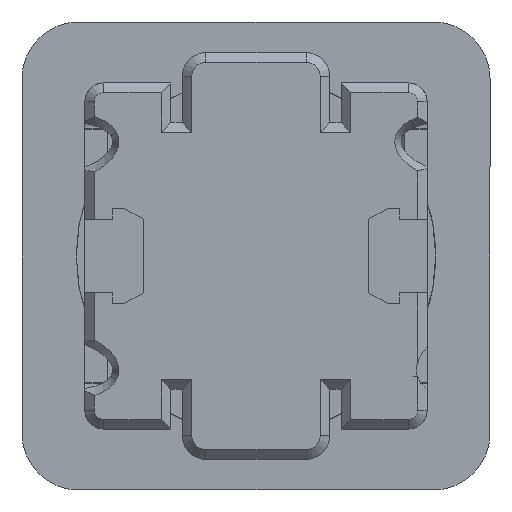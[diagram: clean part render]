
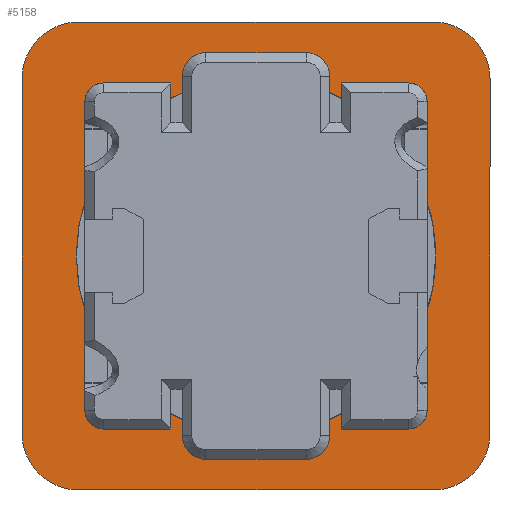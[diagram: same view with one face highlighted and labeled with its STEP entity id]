
A CAD part, front view. The second image highlights one B-rep face of the part: STEP entity #5158.
In plain terms, the highlighted face is planar.
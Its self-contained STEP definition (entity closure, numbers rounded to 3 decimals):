
#556 = CARTESIAN_POINT ( 'NONE',  ( 18.75, 24.75, 0. ) ) ;
#855 = DIRECTION ( 'NONE',  ( 0., 0., 1. ) ) ;
#1653 = VERTEX_POINT ( 'NONE', #3588 ) ;
#1827 = ORIENTED_EDGE ( 'NONE', *, *, #21823, .F. ) ;
#2241 = ORIENTED_EDGE ( 'NONE', *, *, #6645, .F. ) ;
#2669 = DIRECTION ( 'NONE',  ( 0., -1., 0. ) ) ;
#2872 = VERTEX_POINT ( 'NONE', #20563 ) ;
#2994 = CARTESIAN_POINT ( 'NONE',  ( -18.75, -24.75, 0. ) ) ;
#3588 = CARTESIAN_POINT ( 'NONE',  ( 24.75, 18.75, 0. ) ) ;
#3808 = VECTOR ( 'NONE', #4233, 1000. ) ;
#3934 = EDGE_CURVE ( 'NONE', #2872, #15689, #13184, .T. ) ;
#4233 = DIRECTION ( 'NONE',  ( 0., 1., 0. ) ) ;
#4262 = CARTESIAN_POINT ( 'NONE',  ( 18.75, -18.75, 0. ) ) ;
#4515 = LINE ( 'NONE', #11973, #12859 ) ;
#4674 = ORIENTED_EDGE ( 'NONE', *, *, #17858, .F. ) ;
#5050 = AXIS2_PLACEMENT_3D ( 'NONE', #13292, #19011, #22799 ) ;
#5158 = ADVANCED_FACE ( 'NONE', ( #20878 ), #17562, .T. ) ;
#5872 = CARTESIAN_POINT ( 'NONE',  ( -24.75, 18.75, 0. ) ) ;
#6076 = CIRCLE ( 'NONE', #15378, 6. ) ;
#6645 = EDGE_CURVE ( 'NONE', #1653, #7293, #9949, .T. ) ;
#7293 = VERTEX_POINT ( 'NONE', #556 ) ;
#8350 = DIRECTION ( 'NONE',  ( -1., 0., 0. ) ) ;
#9142 = VERTEX_POINT ( 'NONE', #13073 ) ;
#9275 = CARTESIAN_POINT ( 'NONE',  ( 18.75, 18.75, 0. ) ) ;
#9745 = LINE ( 'NONE', #11932, #3808 ) ;
#9949 = CIRCLE ( 'NONE', #18131, 6. ) ;
#10114 = CARTESIAN_POINT ( 'NONE',  ( 18.75, -24.75, 0. ) ) ;
#10200 = DIRECTION ( 'NONE',  ( -1., 0., 0. ) ) ;
#10578 = VERTEX_POINT ( 'NONE', #18025 ) ;
#10639 = VERTEX_POINT ( 'NONE', #2994 ) ;
#11147 = EDGE_CURVE ( 'NONE', #7293, #2872, #19477, .T. ) ;
#11688 = DIRECTION ( 'NONE',  ( 1., 0., 0. ) ) ;
#11932 = CARTESIAN_POINT ( 'NONE',  ( 24.75, 18.75, 0. ) ) ;
#11973 = CARTESIAN_POINT ( 'NONE',  ( -24.75, 18.75, 0. ) ) ;
#12463 = ORIENTED_EDGE ( 'NONE', *, *, #16829, .F. ) ;
#12780 = EDGE_CURVE ( 'NONE', #21463, #9142, #6076, .T. ) ;
#12783 = ORIENTED_EDGE ( 'NONE', *, *, #11147, .F. ) ;
#12859 = VECTOR ( 'NONE', #2669, 1000. ) ;
#13073 = CARTESIAN_POINT ( 'NONE',  ( 24.75, -18.75, 0. ) ) ;
#13184 = CIRCLE ( 'NONE', #22537, 6. ) ;
#13292 = CARTESIAN_POINT ( 'NONE',  ( -18.75, -18.75, 0. ) ) ;
#14135 = DIRECTION ( 'NONE',  ( -1., 0., 0. ) ) ;
#14420 = DIRECTION ( 'NONE',  ( 1., 0., 0. ) ) ;
#15154 = CIRCLE ( 'NONE', #5050, 6. ) ;
#15351 = CARTESIAN_POINT ( 'NONE',  ( 18.75, -18.75, 0. ) ) ;
#15378 = AXIS2_PLACEMENT_3D ( 'NONE', #15351, #22811, #14135 ) ;
#15689 = VERTEX_POINT ( 'NONE', #5872 ) ;
#16485 = DIRECTION ( 'NONE',  ( 0., 0., 1. ) ) ;
#16819 = ORIENTED_EDGE ( 'NONE', *, *, #3934, .F. ) ;
#16829 = EDGE_CURVE ( 'NONE', #15689, #10578, #4515, .T. ) ;
#16855 = ORIENTED_EDGE ( 'NONE', *, *, #21834, .F. ) ;
#17437 = DIRECTION ( 'NONE',  ( -1., 0., 0. ) ) ;
#17448 = VECTOR ( 'NONE', #11688, 1000. ) ;
#17562 = PLANE ( 'NONE',  #23280 ) ;
#17620 = CARTESIAN_POINT ( 'NONE',  ( -18.75, 18.75, 0. ) ) ;
#17849 = ORIENTED_EDGE ( 'NONE', *, *, #12780, .F. ) ;
#17858 = EDGE_CURVE ( 'NONE', #10578, #10639, #15154, .T. ) ;
#17933 = EDGE_LOOP ( 'NONE', ( #17849, #16855, #4674, #12463, #16819, #12783, #2241, #1827 ) ) ;
#18025 = CARTESIAN_POINT ( 'NONE',  ( -24.75, -18.75, 0. ) ) ;
#18131 = AXIS2_PLACEMENT_3D ( 'NONE', #9275, #16485, #14420 ) ;
#18837 = CARTESIAN_POINT ( 'NONE',  ( 18.75, -24.75, 0. ) ) ;
#19011 = DIRECTION ( 'NONE',  ( 0., 0., 1. ) ) ;
#19380 = LINE ( 'NONE', #10114, #17448 ) ;
#19420 = VECTOR ( 'NONE', #10200, 1000. ) ;
#19477 = LINE ( 'NONE', #23144, #19420 ) ;
#20563 = CARTESIAN_POINT ( 'NONE',  ( -18.75, 24.75, 0. ) ) ;
#20878 = FACE_OUTER_BOUND ( 'NONE', #17933, .T. ) ;
#21110 = DIRECTION ( 'NONE',  ( 0., 0., -1. ) ) ;
#21463 = VERTEX_POINT ( 'NONE', #18837 ) ;
#21823 = EDGE_CURVE ( 'NONE', #9142, #1653, #9745, .T. ) ;
#21834 = EDGE_CURVE ( 'NONE', #10639, #21463, #19380, .T. ) ;
#22537 = AXIS2_PLACEMENT_3D ( 'NONE', #17620, #855, #8350 ) ;
#22799 = DIRECTION ( 'NONE',  ( -1., 0., 0. ) ) ;
#22811 = DIRECTION ( 'NONE',  ( 0., 0., 1. ) ) ;
#23144 = CARTESIAN_POINT ( 'NONE',  ( 18.75, 24.75, 0. ) ) ;
#23280 = AXIS2_PLACEMENT_3D ( 'NONE', #4262, #21110, #17437 ) ;
